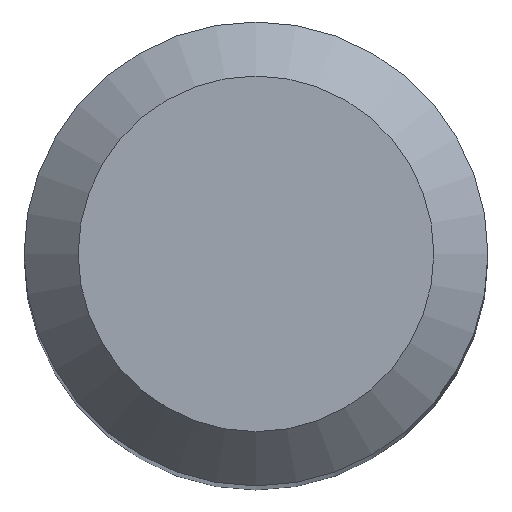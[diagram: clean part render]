
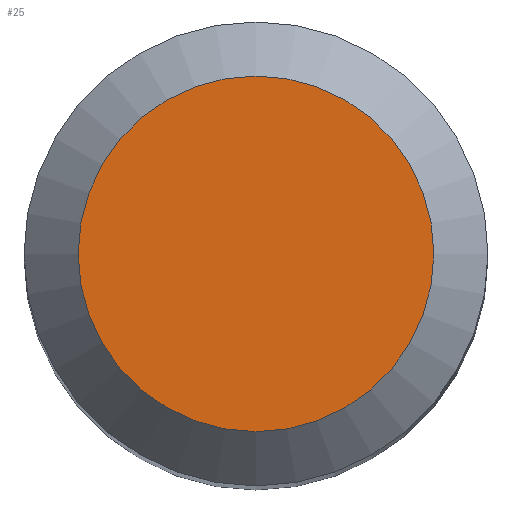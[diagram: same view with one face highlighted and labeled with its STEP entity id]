
A CAD part, top view. The second image highlights one B-rep face of the part: STEP entity #25.
In plain terms, the highlighted planar face has unit normal (0, 0, 1).
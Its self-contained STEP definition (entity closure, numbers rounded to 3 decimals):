
#18 = PLANE ( 'NONE',  #217 ) ;
#25 = ADVANCED_FACE ( 'NONE', ( #53 ), #18, .F. ) ;
#42 = VERTEX_POINT ( 'NONE', #162 ) ;
#53 = FACE_OUTER_BOUND ( 'NONE', #200, .T. ) ;
#61 = CARTESIAN_POINT ( 'NONE',  ( 0., 0., 66. ) ) ;
#75 = DIRECTION ( 'NONE',  ( 0., 1., 0. ) ) ;
#105 = ORIENTED_EDGE ( 'NONE', *, *, #130, .F. ) ;
#109 = DIRECTION ( 'NONE',  ( 0., 0., -1. ) ) ;
#116 = CIRCLE ( 'NONE', #152, 2.3 ) ;
#130 = EDGE_CURVE ( 'NONE', #42, #42, #116, .T. ) ;
#152 = AXIS2_PLACEMENT_3D ( 'NONE', #61, #181, #248 ) ;
#162 = CARTESIAN_POINT ( 'NONE',  ( 0., 2.3, 66. ) ) ;
#181 = DIRECTION ( 'NONE',  ( 0., 0., -1. ) ) ;
#200 = EDGE_LOOP ( 'NONE', ( #105 ) ) ;
#217 = AXIS2_PLACEMENT_3D ( 'NONE', #244, #109, #75 ) ;
#244 = CARTESIAN_POINT ( 'NONE',  ( 0., 0., 66. ) ) ;
#248 = DIRECTION ( 'NONE',  ( 0., 1., 0. ) ) ;
